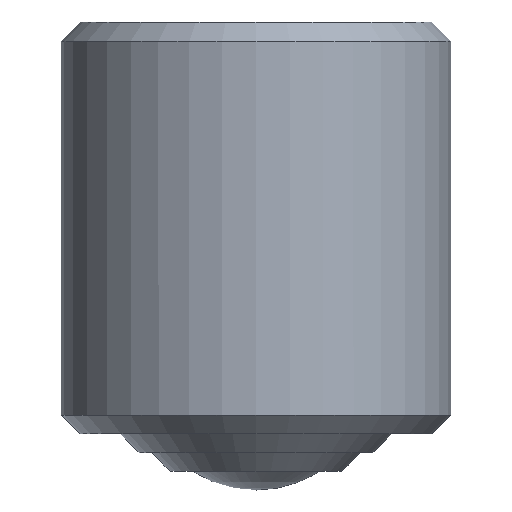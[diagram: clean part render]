
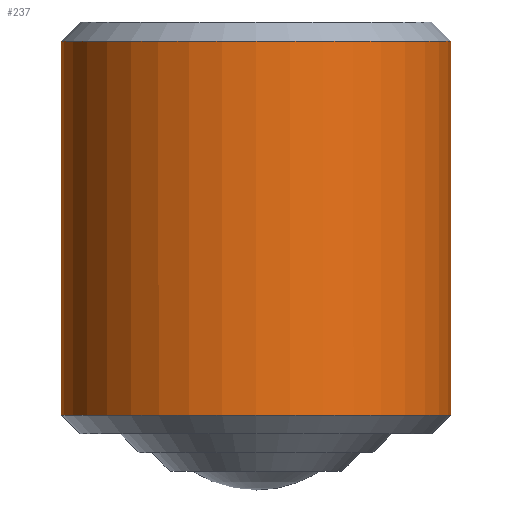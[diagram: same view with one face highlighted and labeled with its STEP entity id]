
A CAD part, front view. The second image highlights one B-rep face of the part: STEP entity #237.
In plain terms, the highlighted cylindrical face has radius 7.938 mm (diameter 15.875 mm), a full revolution.
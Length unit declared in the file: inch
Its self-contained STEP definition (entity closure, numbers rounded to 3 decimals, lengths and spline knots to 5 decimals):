
#46=CYLINDRICAL_SURFACE('',#260,0.3125);
#60=FACE_BOUND('',#91,.T.);
#70=FACE_OUTER_BOUND('',#90,.T.);
#90=EDGE_LOOP('',(#178));
#91=EDGE_LOOP('',(#179));
#115=CIRCLE('',#257,0.3125);
#117=CIRCLE('',#261,0.3125);
#125=VERTEX_POINT('',#357);
#127=VERTEX_POINT('',#363);
#147=EDGE_CURVE('',#125,#125,#115,.T.);
#149=EDGE_CURVE('',#127,#127,#117,.T.);
#178=ORIENTED_EDGE('',*,*,#149,.F.);
#179=ORIENTED_EDGE('',*,*,#147,.F.);
#237=ADVANCED_FACE('',(#70,#60),#46,.T.);
#257=AXIS2_PLACEMENT_3D('',#358,#289,#290);
#260=AXIS2_PLACEMENT_3D('',#362,#295,#296);
#261=AXIS2_PLACEMENT_3D('',#364,#297,#298);
#289=DIRECTION('center_axis',(0.,0.,-1.));
#290=DIRECTION('ref_axis',(-1.,0.,0.));
#295=DIRECTION('center_axis',(0.,0.,-1.));
#296=DIRECTION('ref_axis',(-1.,0.,0.));
#297=DIRECTION('center_axis',(0.,0.,1.));
#298=DIRECTION('ref_axis',(-1.,0.,0.));
#357=CARTESIAN_POINT('',(0.3125,0.,-0.63));
#358=CARTESIAN_POINT('Origin',(0.,0.,-0.63));
#362=CARTESIAN_POINT('Origin',(0.,0.,0.));
#363=CARTESIAN_POINT('',(0.3125,0.,-0.031));
#364=CARTESIAN_POINT('Origin',(0.,0.,-0.031));
